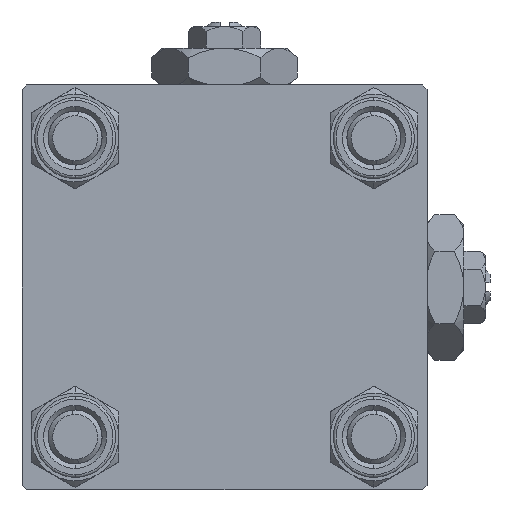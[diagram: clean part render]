
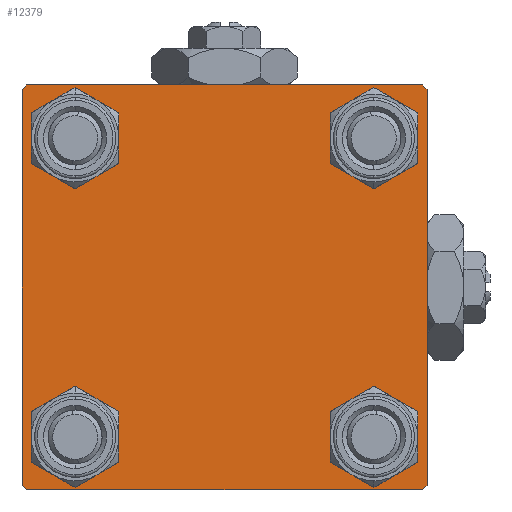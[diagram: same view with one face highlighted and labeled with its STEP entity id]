
A CAD part, left-side view. The second image highlights one B-rep face of the part: STEP entity #12379.
In plain terms, the highlighted planar face has unit normal (-1, 0, 0).
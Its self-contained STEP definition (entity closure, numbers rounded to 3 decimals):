
#750 = CARTESIAN_POINT ( 'NONE',  ( 0., -16.6, 13.1 ) ) ;
#982 = DIRECTION ( 'NONE',  ( 0., 0., 1. ) ) ;
#1067 = DIRECTION ( 'NONE',  ( 0., -0.707, 0.707 ) ) ;
#1105 = VERTEX_POINT ( 'NONE', #24565 ) ;
#2315 = CARTESIAN_POINT ( 'NONE',  ( 0., -16.6, -13.1 ) ) ;
#2645 = FACE_BOUND ( 'NONE', #2797, .T. ) ;
#2714 = DIRECTION ( 'NONE',  ( 0., -1., 0. ) ) ;
#2797 = EDGE_LOOP ( 'NONE', ( #9259, #39417 ) ) ;
#3422 = CARTESIAN_POINT ( 'NONE',  ( 0., 16.6, -20.1 ) ) ;
#3531 = CARTESIAN_POINT ( 'NONE',  ( 0., 22.5, -22. ) ) ;
#3722 = CIRCLE ( 'NONE', #25523, 3.5 ) ;
#3804 = VECTOR ( 'NONE', #2714, 1000. ) ;
#3889 = VECTOR ( 'NONE', #35619, 1000. ) ;
#3959 = CARTESIAN_POINT ( 'NONE',  ( 0., -22.5, -22. ) ) ;
#4211 = CARTESIAN_POINT ( 'NONE',  ( 0., 22.5, 22. ) ) ;
#4682 = DIRECTION ( 'NONE',  ( 0., 0., 1. ) ) ;
#5357 = DIRECTION ( 'NONE',  ( 1., 0., 0. ) ) ;
#5420 = CARTESIAN_POINT ( 'NONE',  ( 0., 16.6, -16.6 ) ) ;
#5553 = CIRCLE ( 'NONE', #50963, 3.5 ) ;
#6288 = ORIENTED_EDGE ( 'NONE', *, *, #22129, .T. ) ;
#6588 = CIRCLE ( 'NONE', #45849, 3.5 ) ;
#7287 = FACE_BOUND ( 'NONE', #51829, .T. ) ;
#7367 = LINE ( 'NONE', #44806, #32299 ) ;
#7496 = EDGE_CURVE ( 'NONE', #25633, #43641, #37674, .T. ) ;
#7561 = FACE_BOUND ( 'NONE', #42232, .T. ) ;
#7679 = VERTEX_POINT ( 'NONE', #9067 ) ;
#7821 = FACE_OUTER_BOUND ( 'NONE', #49408, .T. ) ;
#8987 = LINE ( 'NONE', #43144, #17528 ) ;
#8998 = LINE ( 'NONE', #43433, #22922 ) ;
#9067 = CARTESIAN_POINT ( 'NONE',  ( 0., 16.6, 13.1 ) ) ;
#9251 = CARTESIAN_POINT ( 'NONE',  ( 0., 16.6, 16.6 ) ) ;
#9259 = ORIENTED_EDGE ( 'NONE', *, *, #44796, .T. ) ;
#10141 = CARTESIAN_POINT ( 'NONE',  ( 0., -16.6, 16.6 ) ) ;
#10691 = AXIS2_PLACEMENT_3D ( 'NONE', #11934, #24492, #41169 ) ;
#11381 = AXIS2_PLACEMENT_3D ( 'NONE', #46224, #42118, #4682 ) ;
#11934 = CARTESIAN_POINT ( 'NONE',  ( 0., 0., 0. ) ) ;
#11982 = VERTEX_POINT ( 'NONE', #23777 ) ;
#12379 = ADVANCED_FACE ( 'NONE', ( #2645, #7287, #45006, #7561, #7821 ), #16021, .T. ) ;
#12449 = ORIENTED_EDGE ( 'NONE', *, *, #45052, .T. ) ;
#13987 = EDGE_CURVE ( 'NONE', #1105, #14590, #31780, .T. ) ;
#14403 = CARTESIAN_POINT ( 'NONE',  ( 0., -16.6, -20.1 ) ) ;
#14574 = CARTESIAN_POINT ( 'NONE',  ( 0., 22.5, -22.5 ) ) ;
#14590 = VERTEX_POINT ( 'NONE', #3959 ) ;
#16021 = PLANE ( 'NONE',  #10691 ) ;
#16453 = VERTEX_POINT ( 'NONE', #23458 ) ;
#17528 = VECTOR ( 'NONE', #22381, 1000. ) ;
#17712 = VECTOR ( 'NONE', #39707, 1000. ) ;
#18463 = VERTEX_POINT ( 'NONE', #27380 ) ;
#18739 = ORIENTED_EDGE ( 'NONE', *, *, #46872, .F. ) ;
#19065 = LINE ( 'NONE', #35760, #25111 ) ;
#19962 = ORIENTED_EDGE ( 'NONE', *, *, #24321, .T. ) ;
#20212 = VERTEX_POINT ( 'NONE', #48970 ) ;
#20266 = DIRECTION ( 'NONE',  ( 0., 0., -1. ) ) ;
#20323 = ORIENTED_EDGE ( 'NONE', *, *, #41833, .T. ) ;
#20637 = ORIENTED_EDGE ( 'NONE', *, *, #48618, .T. ) ;
#21229 = AXIS2_PLACEMENT_3D ( 'NONE', #39557, #30289, #48028 ) ;
#22129 = EDGE_CURVE ( 'NONE', #20212, #7679, #40580, .T. ) ;
#22381 = DIRECTION ( 'NONE',  ( 0., 0.707, -0.707 ) ) ;
#22452 = DIRECTION ( 'NONE',  ( 0., 0., 1. ) ) ;
#22577 = DIRECTION ( 'NONE',  ( 0., 0., 1. ) ) ;
#22922 = VECTOR ( 'NONE', #1067, 1000. ) ;
#23057 = DIRECTION ( 'NONE',  ( 0., 0., 1. ) ) ;
#23458 = CARTESIAN_POINT ( 'NONE',  ( 0., 22., -22.5 ) ) ;
#23484 = LINE ( 'NONE', #40158, #3804 ) ;
#23777 = CARTESIAN_POINT ( 'NONE',  ( 0., -22., 22.5 ) ) ;
#24030 = ORIENTED_EDGE ( 'NONE', *, *, #42840, .T. ) ;
#24321 = EDGE_CURVE ( 'NONE', #41357, #46731, #25453, .T. ) ;
#24492 = DIRECTION ( 'NONE',  ( -1., 0., 0. ) ) ;
#24565 = CARTESIAN_POINT ( 'NONE',  ( 0., -22.5, 22. ) ) ;
#25111 = VECTOR ( 'NONE', #28376, 1000. ) ;
#25453 = LINE ( 'NONE', #42123, #34456 ) ;
#25469 = EDGE_CURVE ( 'NONE', #38739, #47284, #6588, .T. ) ;
#25523 = AXIS2_PLACEMENT_3D ( 'NONE', #10141, #26826, #22452 ) ;
#25633 = VERTEX_POINT ( 'NONE', #3422 ) ;
#26372 = ORIENTED_EDGE ( 'NONE', *, *, #47851, .T. ) ;
#26826 = DIRECTION ( 'NONE',  ( 1., 0., 0. ) ) ;
#27163 = CARTESIAN_POINT ( 'NONE',  ( 0., 16.6, -16.6 ) ) ;
#27380 = CARTESIAN_POINT ( 'NONE',  ( 0., 22., 22.5 ) ) ;
#27531 = EDGE_CURVE ( 'NONE', #31060, #51548, #31094, .T. ) ;
#28080 = AXIS2_PLACEMENT_3D ( 'NONE', #27163, #43827, #23057 ) ;
#28376 = DIRECTION ( 'NONE',  ( 0., -0.707, -0.707 ) ) ;
#29412 = ORIENTED_EDGE ( 'NONE', *, *, #46965, .T. ) ;
#29601 = ORIENTED_EDGE ( 'NONE', *, *, #25469, .T. ) ;
#30289 = DIRECTION ( 'NONE',  ( 1., 0., 0. ) ) ;
#30565 = DIRECTION ( 'NONE',  ( 0., 0., 1. ) ) ;
#31060 = VERTEX_POINT ( 'NONE', #750 ) ;
#31094 = CIRCLE ( 'NONE', #50296, 3.5 ) ;
#31780 = LINE ( 'NONE', #32052, #17712 ) ;
#32052 = CARTESIAN_POINT ( 'NONE',  ( 0., -22.5, 22.5 ) ) ;
#32063 = LINE ( 'NONE', #14574, #3889 ) ;
#32299 = VECTOR ( 'NONE', #44269, 1000. ) ;
#32967 = EDGE_LOOP ( 'NONE', ( #26372, #36513 ) ) ;
#34428 = EDGE_CURVE ( 'NONE', #46731, #16453, #19065, .T. ) ;
#34456 = VECTOR ( 'NONE', #20266, 1000. ) ;
#34993 = CIRCLE ( 'NONE', #11381, 3.5 ) ;
#35619 = DIRECTION ( 'NONE',  ( 0., -1., 0. ) ) ;
#35760 = CARTESIAN_POINT ( 'NONE',  ( 0., 22.25, -22.25 ) ) ;
#36513 = ORIENTED_EDGE ( 'NONE', *, *, #7496, .T. ) ;
#37674 = CIRCLE ( 'NONE', #28080, 3.5 ) ;
#38238 = DIRECTION ( 'NONE',  ( 1., 0., 0. ) ) ;
#38429 = CARTESIAN_POINT ( 'NONE',  ( 0., -16.6, 16.6 ) ) ;
#38739 = VERTEX_POINT ( 'NONE', #14403 ) ;
#39177 = CARTESIAN_POINT ( 'NONE',  ( 0., 16.6, -13.1 ) ) ;
#39417 = ORIENTED_EDGE ( 'NONE', *, *, #27531, .T. ) ;
#39557 = CARTESIAN_POINT ( 'NONE',  ( 0., -16.6, -16.6 ) ) ;
#39568 = DIRECTION ( 'NONE',  ( 1., 0., 0. ) ) ;
#39707 = DIRECTION ( 'NONE',  ( 0., 0., -1. ) ) ;
#39782 = DIRECTION ( 'NONE',  ( 1., 0., 0. ) ) ;
#40113 = ORIENTED_EDGE ( 'NONE', *, *, #34428, .T. ) ;
#40158 = CARTESIAN_POINT ( 'NONE',  ( 0., 22.5, 22.5 ) ) ;
#40580 = CIRCLE ( 'NONE', #47561, 3.5 ) ;
#40646 = EDGE_CURVE ( 'NONE', #1105, #11982, #7367, .T. ) ;
#41169 = DIRECTION ( 'NONE',  ( 0., 0., 1. ) ) ;
#41357 = VERTEX_POINT ( 'NONE', #4211 ) ;
#41833 = EDGE_CURVE ( 'NONE', #7679, #20212, #34993, .T. ) ;
#42118 = DIRECTION ( 'NONE',  ( 1., 0., 0. ) ) ;
#42123 = CARTESIAN_POINT ( 'NONE',  ( 0., 22.5, 22.5 ) ) ;
#42232 = EDGE_LOOP ( 'NONE', ( #6288, #20323 ) ) ;
#42696 = ORIENTED_EDGE ( 'NONE', *, *, #40646, .T. ) ;
#42840 = EDGE_CURVE ( 'NONE', #18463, #41357, #8987, .T. ) ;
#43136 = CARTESIAN_POINT ( 'NONE',  ( 0., -22., -22.5 ) ) ;
#43144 = CARTESIAN_POINT ( 'NONE',  ( 0., 22.25, 22.25 ) ) ;
#43401 = ORIENTED_EDGE ( 'NONE', *, *, #13987, .F. ) ;
#43433 = CARTESIAN_POINT ( 'NONE',  ( 0., -22.25, -22.25 ) ) ;
#43641 = VERTEX_POINT ( 'NONE', #39177 ) ;
#43827 = DIRECTION ( 'NONE',  ( 1., 0., 0. ) ) ;
#44269 = DIRECTION ( 'NONE',  ( 0., 0.707, 0.707 ) ) ;
#44420 = CARTESIAN_POINT ( 'NONE',  ( 0., -16.6, -16.6 ) ) ;
#44796 = EDGE_CURVE ( 'NONE', #51548, #31060, #3722, .T. ) ;
#44804 = CIRCLE ( 'NONE', #21229, 3.5 ) ;
#44806 = CARTESIAN_POINT ( 'NONE',  ( 0., -22.25, 22.25 ) ) ;
#45006 = FACE_BOUND ( 'NONE', #32967, .T. ) ;
#45052 = EDGE_CURVE ( 'NONE', #48861, #14590, #8998, .T. ) ;
#45849 = AXIS2_PLACEMENT_3D ( 'NONE', #44420, #39782, #22577 ) ;
#46160 = DIRECTION ( 'NONE',  ( 0., 0., 1. ) ) ;
#46224 = CARTESIAN_POINT ( 'NONE',  ( 0., 16.6, 16.6 ) ) ;
#46731 = VERTEX_POINT ( 'NONE', #3531 ) ;
#46872 = EDGE_CURVE ( 'NONE', #18463, #11982, #23484, .T. ) ;
#46965 = EDGE_CURVE ( 'NONE', #47284, #38739, #44804, .T. ) ;
#47284 = VERTEX_POINT ( 'NONE', #2315 ) ;
#47561 = AXIS2_PLACEMENT_3D ( 'NONE', #9251, #38238, #46160 ) ;
#47851 = EDGE_CURVE ( 'NONE', #43641, #25633, #5553, .T. ) ;
#48028 = DIRECTION ( 'NONE',  ( 0., 0., 1. ) ) ;
#48618 = EDGE_CURVE ( 'NONE', #16453, #48861, #32063, .T. ) ;
#48861 = VERTEX_POINT ( 'NONE', #43136 ) ;
#48970 = CARTESIAN_POINT ( 'NONE',  ( 0., 16.6, 20.1 ) ) ;
#49408 = EDGE_LOOP ( 'NONE', ( #19962, #40113, #20637, #12449, #43401, #42696, #18739, #24030 ) ) ;
#50296 = AXIS2_PLACEMENT_3D ( 'NONE', #38429, #5357, #982 ) ;
#50879 = CARTESIAN_POINT ( 'NONE',  ( 0., -16.6, 20.1 ) ) ;
#50963 = AXIS2_PLACEMENT_3D ( 'NONE', #5420, #39568, #30565 ) ;
#51548 = VERTEX_POINT ( 'NONE', #50879 ) ;
#51829 = EDGE_LOOP ( 'NONE', ( #29412, #29601 ) ) ;
